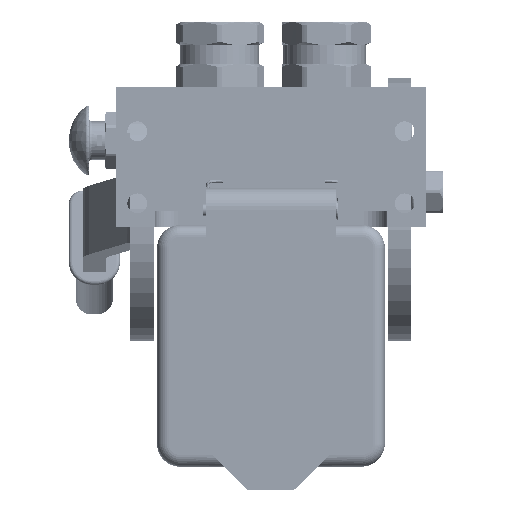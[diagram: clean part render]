
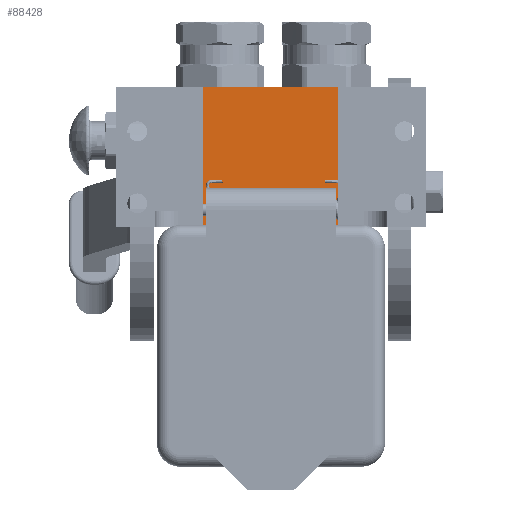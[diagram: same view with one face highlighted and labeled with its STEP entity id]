
A CAD part, left-side view. The second image highlights one B-rep face of the part: STEP entity #88428.
In plain terms, the highlighted face is planar.
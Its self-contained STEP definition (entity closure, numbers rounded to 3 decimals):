
#1376 = PLANE ( 'NONE',  #115150 ) ;
#2889 = CARTESIAN_POINT ( 'NONE',  ( 29., 60.2, -107.5 ) ) ;
#3137 = VERTEX_POINT ( 'NONE', #8670 ) ;
#6035 = EDGE_CURVE ( 'NONE', #3137, #86905, #99474, .T. ) ;
#8329 = VECTOR ( 'NONE', #50809, 1000. ) ;
#8670 = CARTESIAN_POINT ( 'NONE',  ( 29., 0., -107.5 ) ) ;
#9106 = EDGE_LOOP ( 'NONE', ( #9736, #27994, #122617, #57141 ) ) ;
#9736 = ORIENTED_EDGE ( 'NONE', *, *, #16021, .T. ) ;
#9915 = DIRECTION ( 'NONE',  ( 0., 1., 0. ) ) ;
#16021 = EDGE_CURVE ( 'NONE', #67395, #19049, #43913, .T. ) ;
#19049 = VERTEX_POINT ( 'NONE', #52467 ) ;
#21574 = VECTOR ( 'NONE', #9915, 1000. ) ;
#27994 = ORIENTED_EDGE ( 'NONE', *, *, #105830, .F. ) ;
#30444 = DIRECTION ( 'NONE',  ( -1., 0., 0. ) ) ;
#43913 = LINE ( 'NONE', #92136, #108009 ) ;
#44810 = DIRECTION ( 'NONE',  ( 0., 1., 0. ) ) ;
#45455 = VECTOR ( 'NONE', #72923, 1000. ) ;
#47049 = LINE ( 'NONE', #83065, #45455 ) ;
#49044 = EDGE_CURVE ( 'NONE', #3137, #67395, #60300, .T. ) ;
#50809 = DIRECTION ( 'NONE',  ( -1., 0., 0. ) ) ;
#52467 = CARTESIAN_POINT ( 'NONE',  ( -29., 60.2, -107.5 ) ) ;
#57141 = ORIENTED_EDGE ( 'NONE', *, *, #49044, .T. ) ;
#59429 = CARTESIAN_POINT ( 'NONE',  ( 29., 0., -107.5 ) ) ;
#60300 = LINE ( 'NONE', #117035, #8329 ) ;
#67395 = VERTEX_POINT ( 'NONE', #108137 ) ;
#72923 = DIRECTION ( 'NONE',  ( -1., 0., 0. ) ) ;
#83065 = CARTESIAN_POINT ( 'NONE',  ( 29., 60.2, -107.5 ) ) ;
#86905 = VERTEX_POINT ( 'NONE', #2889 ) ;
#88428 = ADVANCED_FACE ( 'NONE', ( #116621 ), #1376, .T. ) ;
#88879 = CARTESIAN_POINT ( 'NONE',  ( 29., 0., -107.5 ) ) ;
#92136 = CARTESIAN_POINT ( 'NONE',  ( -29., 0., -107.5 ) ) ;
#99474 = LINE ( 'NONE', #59429, #21574 ) ;
#105830 = EDGE_CURVE ( 'NONE', #86905, #19049, #47049, .T. ) ;
#108009 = VECTOR ( 'NONE', #44810, 1000. ) ;
#108137 = CARTESIAN_POINT ( 'NONE',  ( -29., 0., -107.5 ) ) ;
#115150 = AXIS2_PLACEMENT_3D ( 'NONE', #88879, #117167, #30444 ) ;
#116621 = FACE_OUTER_BOUND ( 'NONE', #9106, .T. ) ;
#117035 = CARTESIAN_POINT ( 'NONE',  ( 29., 0., -107.5 ) ) ;
#117167 = DIRECTION ( 'NONE',  ( 0., 0., -1. ) ) ;
#122617 = ORIENTED_EDGE ( 'NONE', *, *, #6035, .F. ) ;
